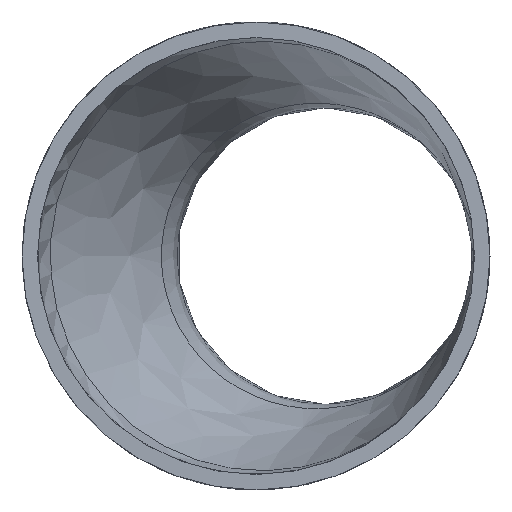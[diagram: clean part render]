
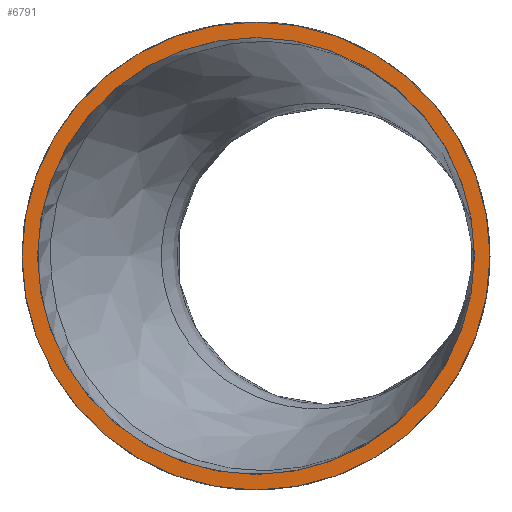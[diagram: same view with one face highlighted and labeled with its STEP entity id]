
A CAD part, left-side view. The second image highlights one B-rep face of the part: STEP entity #6791.
In plain terms, the highlighted planar face has unit normal (-1, 0, 0).
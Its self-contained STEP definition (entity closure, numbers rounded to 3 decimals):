
#1569 = CARTESIAN_POINT ( 'NONE',  ( 0., 0., 0. ) ) ;
#1672 = DIRECTION ( 'NONE',  ( -1., 0., 0. ) ) ;
#1690 = DIRECTION ( 'NONE',  ( 0., 0., 1. ) ) ;
#1745 = DIRECTION ( 'NONE',  ( -1., 0., 0. ) ) ;
#2240 = CIRCLE ( 'NONE', #5672, 28.15 ) ;
#2250 = ORIENTED_EDGE ( 'NONE', *, *, #7102, .T. ) ;
#2865 = DIRECTION ( 'NONE',  ( 0., 0., 1. ) ) ;
#4780 = CIRCLE ( 'NONE', #16767, 30.15 ) ;
#4887 = ORIENTED_EDGE ( 'NONE', *, *, #17331, .F. ) ;
#5672 = AXIS2_PLACEMENT_3D ( 'NONE', #9520, #1672, #2865 ) ;
#6472 = FACE_BOUND ( 'NONE', #14988, .T. ) ;
#6485 = PLANE ( 'NONE',  #8945 ) ;
#6708 = VERTEX_POINT ( 'NONE', #17268 ) ;
#6791 = ADVANCED_FACE ( 'NONE', ( #6472, #11349 ), #6485, .T. ) ;
#7102 = EDGE_CURVE ( 'NONE', #6708, #6708, #4780, .T. ) ;
#7641 = CARTESIAN_POINT ( 'NONE',  ( 0., 0., 28.15 ) ) ;
#7959 = VERTEX_POINT ( 'NONE', #7641 ) ;
#8878 = EDGE_LOOP ( 'NONE', ( #2250 ) ) ;
#8945 = AXIS2_PLACEMENT_3D ( 'NONE', #15912, #10926, #13692 ) ;
#9520 = CARTESIAN_POINT ( 'NONE',  ( 0., 0., 0. ) ) ;
#10926 = DIRECTION ( 'NONE',  ( -1., 0., 0. ) ) ;
#11349 = FACE_OUTER_BOUND ( 'NONE', #8878, .T. ) ;
#13692 = DIRECTION ( 'NONE',  ( 0., 0., 1. ) ) ;
#14988 = EDGE_LOOP ( 'NONE', ( #4887 ) ) ;
#15912 = CARTESIAN_POINT ( 'NONE',  ( 0., 0., 0. ) ) ;
#16767 = AXIS2_PLACEMENT_3D ( 'NONE', #1569, #1745, #1690 ) ;
#17268 = CARTESIAN_POINT ( 'NONE',  ( 0., 0., 30.15 ) ) ;
#17331 = EDGE_CURVE ( 'NONE', #7959, #7959, #2240, .T. ) ;
